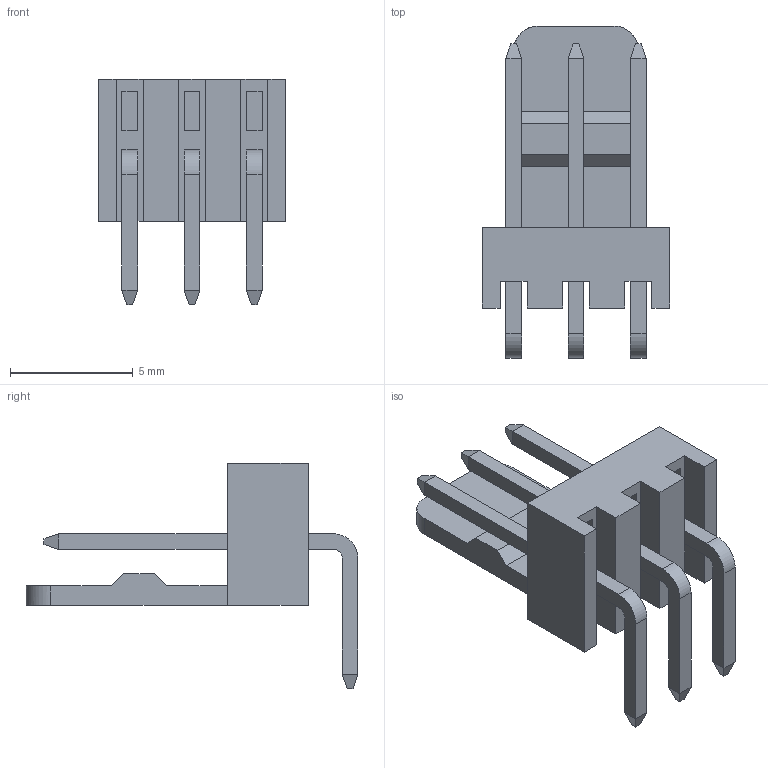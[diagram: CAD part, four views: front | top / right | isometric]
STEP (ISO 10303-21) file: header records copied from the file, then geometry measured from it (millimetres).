
FILE_DESCRIPTION(/* description */ (''),/* implementation_level */ '2;1');
FILE_NAME(/* name */ 'WF-3R~1',/* time_stamp */ '2018-02-21T13:50:07+03:00',/* author */ (''),/* organization */ (''),/* preprocessor_version */ 'ST-DEVELOPER v15',/* originating_system */ '',/* authorisation */ '');
FILE_SCHEMA (('AUTOMOTIVE_DESIGN'));
Length unit declared in the file: millimetre
Products named in the file (5): Designator1; 619003110216; 619003110217; 619003110211; 61900311021
Assembly tree (4 placements, depth 2):
  Designator1
    619003110216
    619003110217
    619003110211
    61900311021
Bounding box: 7.62 x 13.52 x 9.2 mm (x, y, z)
Volume: 177.5 mm3; surface area: 476.4 mm2
Topology: 4 solids, 4 shells, 136 faces, 330 edges, 208 vertices
Faces by surface type: plane 128, bspline 8
Entity records: 3642 total; most frequent: CARTESIAN_POINT 1169, ORIENTED_EDGE 660, EDGE_CURVE 330, B_SPLINE_CURVE_WITH_KNOTS 314, VERTEX_POINT 208, DIRECTION 154, EDGE_LOOP 148, AXIS2_PLACEMENT_3D 141
